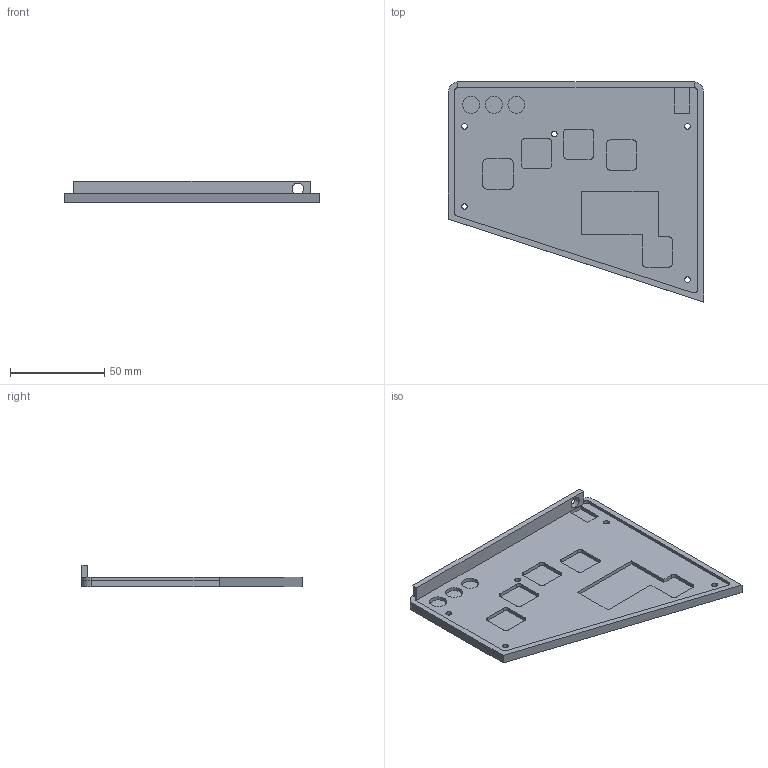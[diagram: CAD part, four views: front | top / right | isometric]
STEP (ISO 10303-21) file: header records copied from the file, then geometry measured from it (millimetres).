
FILE_DESCRIPTION(/* description */ (''),/* implementation_level */ '2;1');
FILE_NAME(/* name */ '0c48329d-c45c-42d9-b689-ab8d0a928119.stp',/* time_stamp */ '2024-05-30T04:49:38Z',/* author */ (''),/* organization */ (''),/* preprocessor_version */ 'ST-DEVELOPER v20',/* originating_system */ 'Autodesk Translation Framework v13.14.0.145',/* authorisation */ '');
FILE_SCHEMA (('AUTOMOTIVE_DESIGN { 1 0 10303 214 3 1 1 }'));
Length unit declared in the file: millimetre
Products named in the file (1): LB
Bounding box: 135 x 116.46 x 11.35 mm (x, y, z)
Volume: 41253.5 mm3; surface area: 31378.6 mm2
Topology: 1 solids, 1 shells, 105 faces, 259 edges, 170 vertices
Faces by surface type: plane 64, cylinder 41
Full cylindrical faces by diameter (mm): 3 x5, 6 x1, 7 x5, 9 x3
Entity records: 3159 total; most frequent: DIRECTION 555, CARTESIAN_POINT 535, ORIENTED_EDGE 518, EDGE_CURVE 259, AXIS2_PLACEMENT_3D 190, LINE 175, VECTOR 175, VERTEX_POINT 170
